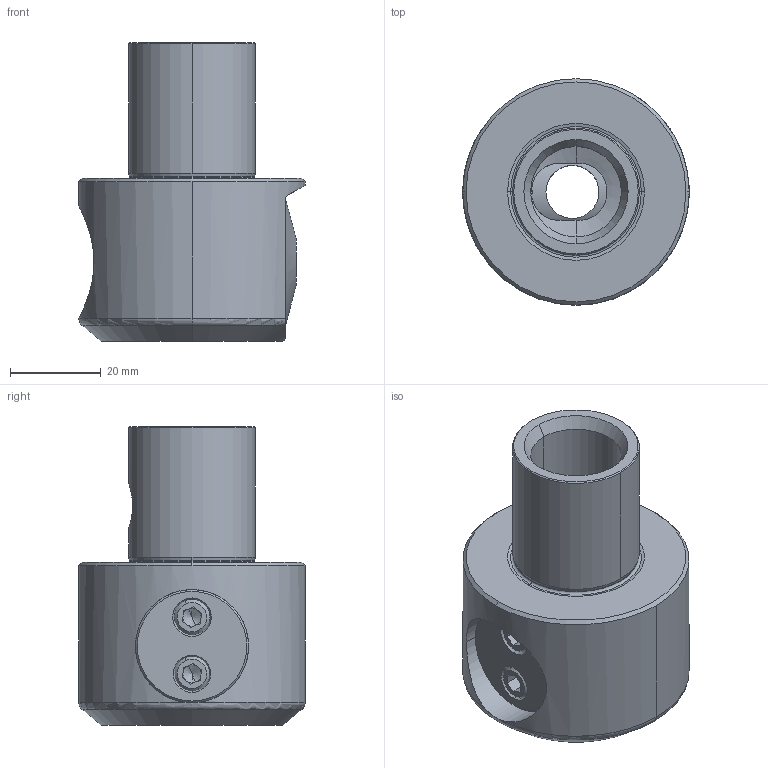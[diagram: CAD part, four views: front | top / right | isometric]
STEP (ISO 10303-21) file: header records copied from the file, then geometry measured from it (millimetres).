
FILE_DESCRIPTION(('no description'),'unknown implementation level');
FILE_NAME('85A2690F-D959-4F1E-AF74-1629670E0CF0_export.stp',' ',('CIMSOURCE GmbH'),('CADClick - KiM GmbH - www.kimweb.de'),'unknown preprocess','ACIS','unknown authorization');
FILE_SCHEMA(('automotive_design'));
Length unit declared in the file: millimetre
Products named in the file (7): 112.301A Kaiser EWN 2-32 X CK5|112.333 Kaiser Werkzeugk�rper EWN2-32xCK5_Standard;NONE; 112.301A Kaiser EWN 2-32 X CK5|112.035 Kaiser Zustelleinheit metr. EWN2-32_Standard|690.460 Kaiser ETL M8 X 6D_Standard;NONE; 112.301A Kaiser EWN 2-32 X CK5|112.035 Kaiser Zustelleinheit metr. EWN2-32_Standard|112.357 Kaiser RTL �6.7 X 7.3_Standard;NONE; 112.301A Kaiser EWN 2-32 X CK5|112.035 Kaiser Zustelleinheit metr. EWN2-32_Standard|112.364 Kaiser Werkzeugtr�ger EWN2-32_Standard;NONE; 112.301A Kaiser EWN 2-32 X CK5|112.035 Kaiser Zustelleinheit metr. EWN2-32_Standard|691.375 Kaiser ETL �4 X 14K_Standard;NONE
Bounding box: 50 x 50 x 66 mm (x, y, z)
Volume: 65876.7 mm3; surface area: 22454.4 mm2
Topology: 7 solids, 7 shells, 183 faces, 447 edges, 266 vertices
Faces by surface type: plane 62, cylinder 50, cone 44, bspline 20, torus 7
Entity records: 13139 total; most frequent: CARTESIAN_POINT 3946, STYLED_ITEM 888, PRESENTATION_STYLE_ASSIGNMENT 888, COLOUR_RGB 888, ORIENTED_EDGE 878, DIRECTION 810, EDGE_CURVE 439, CURVE_STYLE 439
